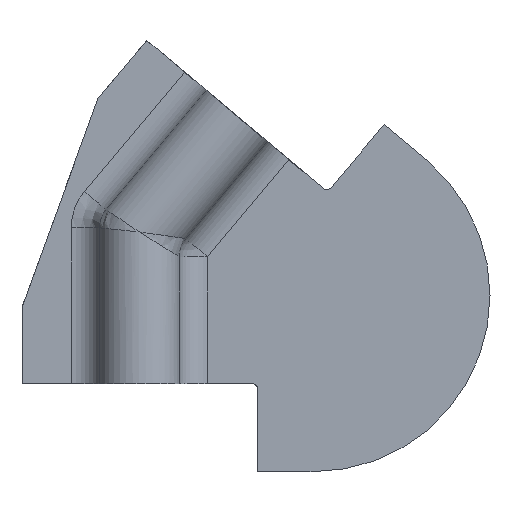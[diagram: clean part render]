
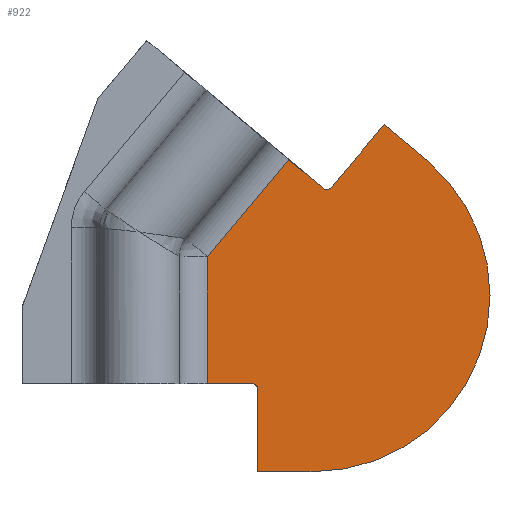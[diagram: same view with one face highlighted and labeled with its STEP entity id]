
A CAD part, left-side view. The second image highlights one B-rep face of the part: STEP entity #922.
In plain terms, the highlighted planar face has unit normal (-1, 0, 0).
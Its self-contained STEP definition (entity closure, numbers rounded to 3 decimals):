
#55=PLANE('',#1023);
#107=FACE_OUTER_BOUND('',#162,.T.);
#162=EDGE_LOOP('',(#827,#828,#829,#830,#831,#832,#833,#834,#835,#836,#837));
#165=CIRCLE('',#928,1.);
#166=CIRCLE('',#931,1.);
#197=CIRCLE('',#1000,30.);
#208=LINE('',#1328,#286);
#214=LINE('',#1360,#292);
#215=LINE('',#1365,#293);
#228=LINE('',#1411,#306);
#231=LINE('',#1418,#309);
#275=LINE('',#1655,#353);
#279=LINE('',#1668,#357);
#281=LINE('',#1671,#359);
#286=VECTOR('',#1038,10.);
#292=VECTOR('',#1056,10.);
#293=VECTOR('',#1061,10.);
#306=VECTOR('',#1090,10.);
#309=VECTOR('',#1097,5.);
#353=VECTOR('',#1277,5.);
#357=VECTOR('',#1295,10.);
#359=VECTOR('',#1299,10.);
#368=VERTEX_POINT('',#1318);
#369=VERTEX_POINT('',#1320);
#371=VERTEX_POINT('',#1326);
#374=VERTEX_POINT('',#1342);
#375=VERTEX_POINT('',#1344);
#381=VERTEX_POINT('',#1358);
#383=VERTEX_POINT('',#1364);
#398=VERTEX_POINT('',#1410);
#400=VERTEX_POINT('',#1416);
#440=VERTEX_POINT('',#1617);
#447=VERTEX_POINT('',#1653);
#452=EDGE_CURVE('',#368,#369,#165,.T.);
#456=EDGE_CURVE('',#368,#371,#208,.T.);
#459=EDGE_CURVE('',#374,#375,#166,.T.);
#467=EDGE_CURVE('',#374,#381,#214,.T.);
#469=EDGE_CURVE('',#383,#375,#215,.T.);
#488=EDGE_CURVE('',#383,#398,#228,.T.);
#492=EDGE_CURVE('',#400,#381,#231,.T.);
#555=EDGE_CURVE('',#398,#440,#197,.T.);
#573=EDGE_CURVE('',#447,#400,#275,.T.);
#580=EDGE_CURVE('',#447,#369,#279,.T.);
#582=EDGE_CURVE('',#440,#371,#281,.T.);
#827=ORIENTED_EDGE('',*,*,#580,.T.);
#828=ORIENTED_EDGE('',*,*,#452,.F.);
#829=ORIENTED_EDGE('',*,*,#456,.T.);
#830=ORIENTED_EDGE('',*,*,#582,.F.);
#831=ORIENTED_EDGE('',*,*,#555,.F.);
#832=ORIENTED_EDGE('',*,*,#488,.F.);
#833=ORIENTED_EDGE('',*,*,#469,.T.);
#834=ORIENTED_EDGE('',*,*,#459,.F.);
#835=ORIENTED_EDGE('',*,*,#467,.T.);
#836=ORIENTED_EDGE('',*,*,#492,.F.);
#837=ORIENTED_EDGE('',*,*,#573,.F.);
#922=ADVANCED_FACE('',(#107),#55,.T.);
#928=AXIS2_PLACEMENT_3D('',#1321,#1031,#1032);
#931=AXIS2_PLACEMENT_3D('',#1345,#1042,#1043);
#1000=AXIS2_PLACEMENT_3D('',#1618,#1231,#1232);
#1023=AXIS2_PLACEMENT_3D('',#1670,#1297,#1298);
#1031=DIRECTION('center_axis',(-1.,0.,0.));
#1032=DIRECTION('ref_axis',(0.,-0.707,0.707));
#1038=DIRECTION('',(0.,0.,-1.));
#1042=DIRECTION('center_axis',(-1.,0.,0.));
#1043=DIRECTION('ref_axis',(0.,-0.087,-0.996));
#1056=DIRECTION('',(0.,0.766,0.643));
#1061=DIRECTION('',(0.,0.643,-0.766));
#1090=DIRECTION('',(0.,-0.766,-0.643));
#1097=DIRECTION('',(0.,-0.643,0.766));
#1231=DIRECTION('center_axis',(1.,0.,0.));
#1232=DIRECTION('ref_axis',(0.,0.,-1.));
#1277=DIRECTION('',(0.,0.,1.));
#1295=DIRECTION('',(0.,-1.,0.));
#1297=DIRECTION('center_axis',(-1.,0.,0.));
#1298=DIRECTION('ref_axis',(0.,0.,1.));
#1299=DIRECTION('',(0.,1.,0.));
#1318=CARTESIAN_POINT('',(-20.,39.8,0.));
#1320=CARTESIAN_POINT('',(-20.,40.8,1.));
#1321=CARTESIAN_POINT('Origin',(-20.,40.8,0.));
#1326=CARTESIAN_POINT('',(-20.,39.8,-14.));
#1328=CARTESIAN_POINT('',(-20.,39.8,-14.));
#1342=CARTESIAN_POINT('',(-20.,28.683,34.29));
#1344=CARTESIAN_POINT('',(-20.,27.275,34.413));
#1345=CARTESIAN_POINT('Origin',(-20.,28.041,35.056));
#1358=CARTESIAN_POINT('',(-20.,34.491,39.163));
#1360=CARTESIAN_POINT('',(-20.,23.393,29.851));
#1364=CARTESIAN_POINT('',(-20.,18.276,45.138));
#1365=CARTESIAN_POINT('',(-20.,29.06,32.286));
#1410=CARTESIAN_POINT('',(-20.,10.939,38.981));
#1411=CARTESIAN_POINT('',(-20.,8.331,36.793));
#1416=CARTESIAN_POINT('',(-20.,48.381,22.609));
#1418=CARTESIAN_POINT('',(-20.,24.849,50.654));
#1617=CARTESIAN_POINT('',(-20.,30.222,-14.));
#1618=CARTESIAN_POINT('Origin',(-20.,30.222,16.));
#1653=CARTESIAN_POINT('',(-20.,48.381,1.));
#1655=CARTESIAN_POINT('',(-20.,48.381,-14.));
#1668=CARTESIAN_POINT('',(-20.,40.,1.));
#1670=CARTESIAN_POINT('Origin',(-20.,0.,-14.));
#1671=CARTESIAN_POINT('',(-20.,0.,-14.));
